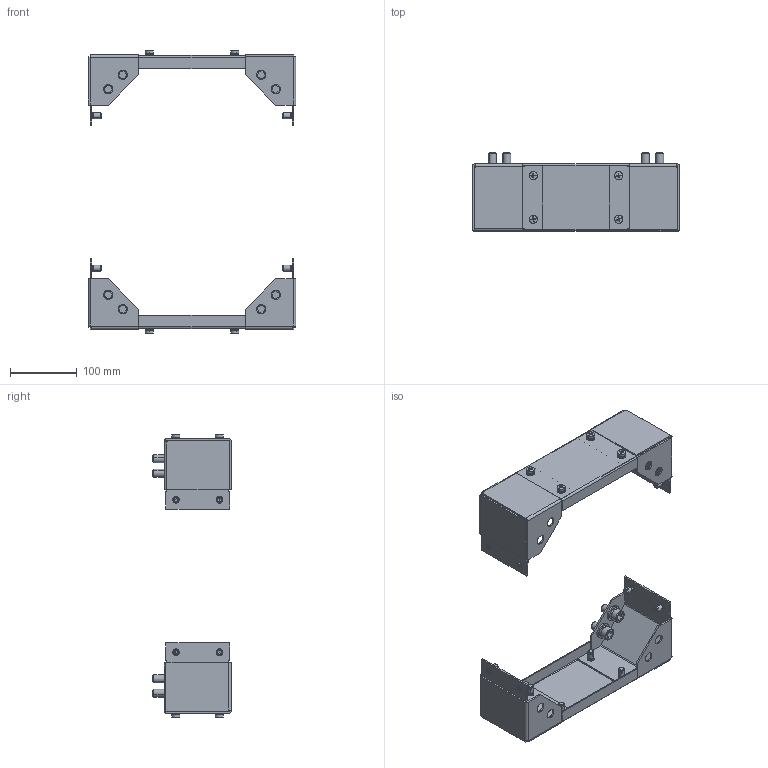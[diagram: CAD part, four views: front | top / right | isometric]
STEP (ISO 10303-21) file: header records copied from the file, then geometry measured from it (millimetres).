
FILE_DESCRIPTION (( 'STEP AP214' ), '1' );
FILE_NAME ('BFP300 Ïàíåëè ïåðåäíèå è çàäíèå öîêîëÿ.step', '2020-11-05T13:47:52', ( '' ), ( '' ), 'SwSTEP 2.0', 'SolidWorks 2019', '' );
FILE_SCHEMA (( 'AUTOMOTIVE_DESIGN' ));
Length unit declared in the file: millimetre
Products named in the file (105): Ðåçüáîâàÿ çàêëåïêà Ì6; Âèíò Ì6 DIN 7985; AVT001.05.01.01 Óãîëîê öîêîëÿ; ﾘ琺矜 65ﾃ 019 ﾃﾎﾑﾒ 6402-70; AVT001.05.01.01 Óãîëîê öîêîëÿ_00; Âèíò ñ âí. øåñòèãðàííèêîì M12 ÃÎÑÒ 11738-84; Âèíò Ì6 DIN 7985_6å20; AVT001.05.01.02.B Ðåáðî_èçâ0108_06.20; ﾘ琺矜 65ﾃ 019 ﾃﾎﾑﾒ 6402-70_6; ﾘ琺矜 01.019 ﾃﾎﾑﾒ11371-78; AVT001.05.01.02.B Ðåáðî_èçâ0108_06.20_00; AVT001.05.00.02 Ïàíåëü öîêîëÿ; AVT001.05.20.00 Ñòîéêà óãëîâàÿ_00; AVT001.05.00.02 Ïàíåëü öîêîëÿ_03; ﾘ琺矜 01.019 ﾃﾎﾑﾒ11371-78_12; Âèíò ñ âí. øåñòèãðàííèêîì M12 ÃÎÑÒ 11738-84_Œ12å25; ﾘ琺矜 01.019 ﾃﾎﾑﾒ11371-78_6; ﾘ琺矜 65ﾃ 019 ﾃﾎﾑﾒ 6402-70_12; BFP300 Ïàíåëè ïåðåäíèå è çàäíèå öîêîëÿ
Assembly tree (94 placements, depth 3):
  Ðåçüáîâàÿ çàêëåïêà Ì6
  Âèíò Ì6 DIN 7985
  AVT001.05.01.01 Óãîëîê öîêîëÿ
  ﾘ琺矜 65ﾃ 019 ﾃﾎﾑﾒ 6402-70
  Ðåçüáîâàÿ çàêëåïêà Ì6
Bounding box: 309.5 x 117 x 423.18 mm (x, y, z)
Volume: 516630.5 mm3; surface area: 473337.3 mm2
Topology: 90 solids, 90 shells, 1892 faces, 4168 edges, 2480 vertices
Faces by surface type: cylinder 688, plane 628, cone 352, bspline 192, sphere 16, torus 16
Entity records: 8268 total; most frequent: DIRECTION 1268, CARTESIAN_POINT 1237, ORIENTED_EDGE 972, AXIS2_PLACEMENT_3D 492, EDGE_CURVE 486, VERTEX_POINT 301, LINE 284, VECTOR 284
